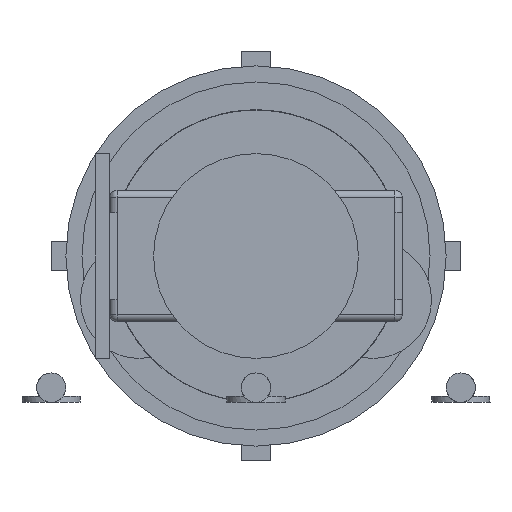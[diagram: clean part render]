
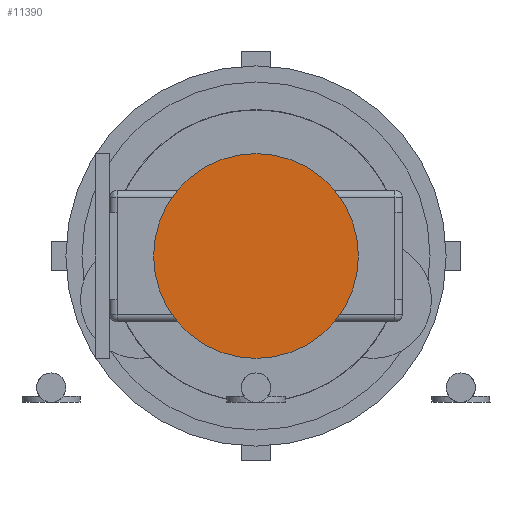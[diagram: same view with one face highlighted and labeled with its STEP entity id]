
A CAD part, left-side view. The second image highlights one B-rep face of the part: STEP entity #11390.
In plain terms, the highlighted planar face has unit normal (-1, 0, 0).
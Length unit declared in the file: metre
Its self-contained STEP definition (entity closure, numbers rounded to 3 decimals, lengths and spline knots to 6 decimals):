
#11334 = VERTEX_POINT('',#11335);
#11335 = CARTESIAN_POINT('',(0.,0.,
    -350.));
#11344 = CONICAL_SURFACE('',#11345,350.,0.337);
#11345 = AXIS2_PLACEMENT_3D('',#11346,#11347,#11348);
#11346 = CARTESIAN_POINT('',(0.,0.,0.));
#11347 = DIRECTION('',(-1.,-0.,0.));
#11348 = DIRECTION('',(0.,0.,-1.));
#11363 = EDGE_CURVE('',#11334,#11334,#11364,.T.);
#11364 = SURFACE_CURVE('',#11365,(#11370,#11377),.PCURVE_S1.);
#11365 = CIRCLE('',#11366,350.);
#11366 = AXIS2_PLACEMENT_3D('',#11367,#11368,#11369);
#11367 = CARTESIAN_POINT('',(0.,0.,0.));
#11368 = DIRECTION('',(1.,-0.,0.));
#11369 = DIRECTION('',(0.,0.,-1.));
#11370 = PCURVE('',#11344,#11371);
#11371 = DEFINITIONAL_REPRESENTATION('',(#11372),#11376);
#11372 = LINE('',#11373,#11374);
#11373 = CARTESIAN_POINT('',(-0.,-0.));
#11374 = VECTOR('',#11375,1.);
#11375 = DIRECTION('',(-1.,-0.));
#11376 = ( GEOMETRIC_REPRESENTATION_CONTEXT(2) 
PARAMETRIC_REPRESENTATION_CONTEXT() REPRESENTATION_CONTEXT('2D SPACE',''
  ) );
#11377 = PCURVE('',#11378,#11383);
#11378 = PLANE('',#11379);
#11379 = AXIS2_PLACEMENT_3D('',#11380,#11381,#11382);
#11380 = CARTESIAN_POINT('',(0.,0.,0.));
#11381 = DIRECTION('',(1.,0.,0.));
#11382 = DIRECTION('',(0.,0.,-1.));
#11383 = DEFINITIONAL_REPRESENTATION('',(#11384),#11388);
#11384 = CIRCLE('',#11385,350.);
#11385 = AXIS2_PLACEMENT_2D('',#11386,#11387);
#11386 = CARTESIAN_POINT('',(0.,0.));
#11387 = DIRECTION('',(1.,0.));
#11388 = ( GEOMETRIC_REPRESENTATION_CONTEXT(2) 
PARAMETRIC_REPRESENTATION_CONTEXT() REPRESENTATION_CONTEXT('2D SPACE',''
  ) );
#11390 = ADVANCED_FACE('',(#11391),#11378,.F.);
#11391 = FACE_BOUND('',#11392,.T.);
#11392 = EDGE_LOOP('',(#11393));
#11393 = ORIENTED_EDGE('',*,*,#11363,.F.);
